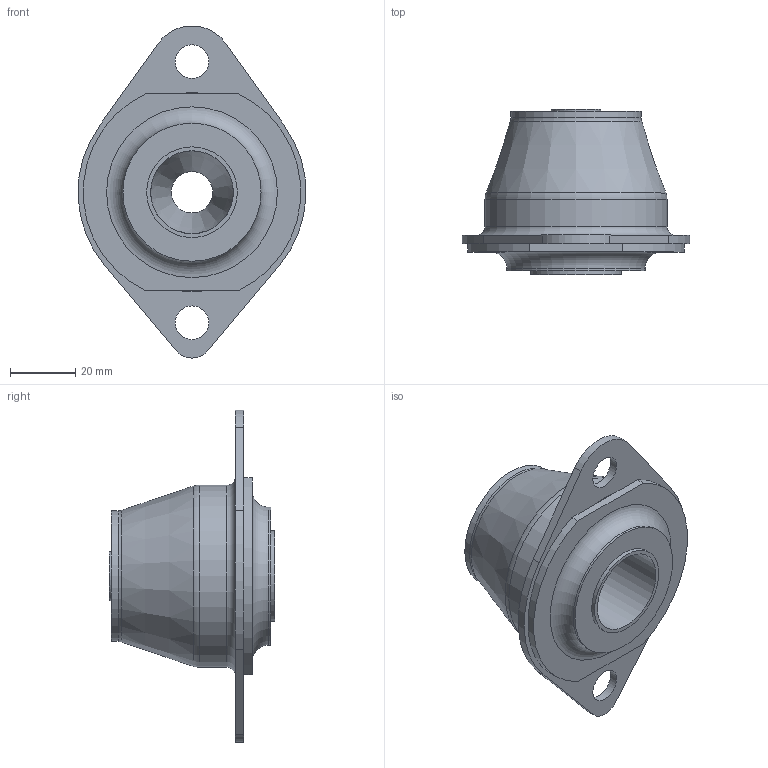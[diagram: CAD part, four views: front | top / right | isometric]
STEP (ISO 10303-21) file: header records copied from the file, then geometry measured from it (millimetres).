
FILE_DESCRIPTION(/* description */ (''),/* implementation_level */ '2;1');
FILE_NAME(/* name */ 'SILENT_BLOCK_AMMORT_ANT__ASM.stp',/* time_stamp */ '2016-06-02T11:01:32+02:00',/* author */ (''),/* organization */ (''),/* preprocessor_version */ 'ST-DEVELOPER v16.5',/* originating_system */ 'Autodesk Translation Framework v5.0.0.3310',/* authorisation */ '');
FILE_SCHEMA (('AUTOMOTIVE_DESIGN { 1 0 10303 214 3 1 1 }'));
Length unit declared in the file: centimetre
Products named in the file (4): SILENT_BLOCK_AMMORT_ANT__ASM; SILENT_BLOCK_CAM_EST_; SILENT_BLOCK_BOCC_INT_; SILENT_BLOCK_GOMMA_
Assembly tree (3 placements, depth 2):
  SILENT_BLOCK_AMMORT_ANT__ASM
    SILENT_BLOCK_CAM_EST_
    SILENT_BLOCK_BOCC_INT_
    SILENT_BLOCK_GOMMA_
Bounding box: 69.8 x 50.8 x 101.73 mm (x, y, z)
Volume: 86847.5 mm3; surface area: 51445.3 mm2
Topology: 3 solids, 5 shells, 71 faces, 172 edges, 110 vertices
Faces by surface type: cylinder 25, torus 21, plane 17, cone 8
Full cylindrical faces by diameter (mm): 10.3 x2, 12.7 x1, 15.1 x3, 25.4 x1, 27.8 x3, 34.72 x3, 40 x1, 42.32 x1, 50.52 x3, 55.8 x1
Entity records: 1862 total; most frequent: DIRECTION 342, CARTESIAN_POINT 326, ORIENTED_EDGE 207, AXIS2_PLACEMENT_3D 156, EDGE_LOOP 134, EDGE_CURVE 110, VERTEX_POINT 96, CIRCLE 78
